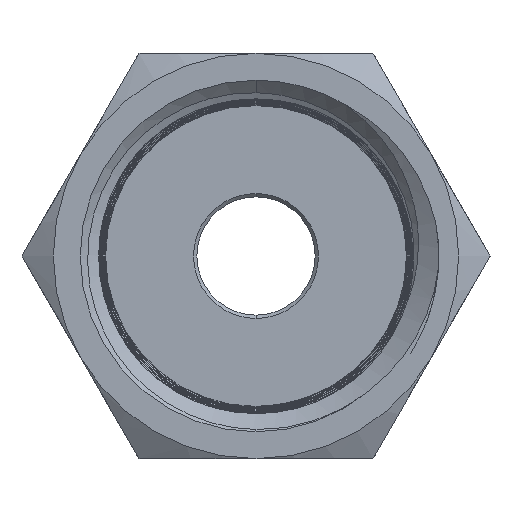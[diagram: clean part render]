
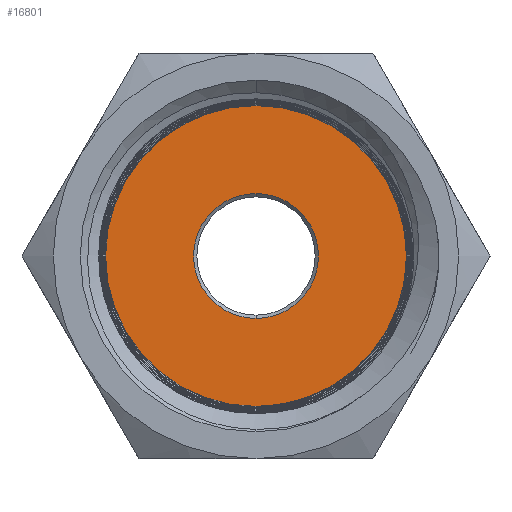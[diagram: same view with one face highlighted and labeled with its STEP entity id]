
A CAD part, front view. The second image highlights one B-rep face of the part: STEP entity #16801.
In plain terms, the highlighted planar face has unit normal (0, -1, 0).
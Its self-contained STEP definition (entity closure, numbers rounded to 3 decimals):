
#945 = CIRCLE ( 'NONE', #21653, 8.907 ) ;
#1019 = DIRECTION ( 'NONE',  ( 0., 0., 1. ) ) ;
#1387 = CARTESIAN_POINT ( 'NONE',  ( 0., -7.1, 8.907 ) ) ;
#1654 = CIRCLE ( 'NONE', #23207, 3.7 ) ;
#2217 = CIRCLE ( 'NONE', #10754, 3.7 ) ;
#4210 = DIRECTION ( 'NONE',  ( 0., -1., 0. ) ) ;
#5189 = FACE_BOUND ( 'NONE', #21333, .T. ) ;
#5219 = CARTESIAN_POINT ( 'NONE',  ( 0., -7.1, 3.7 ) ) ;
#7287 = DIRECTION ( 'NONE',  ( 0., -1., 0. ) ) ;
#7532 = ORIENTED_EDGE ( 'NONE', *, *, #13675, .T. ) ;
#7660 = PLANE ( 'NONE',  #12546 ) ;
#9748 = CARTESIAN_POINT ( 'NONE',  ( 0., -7.1, -8.907 ) ) ;
#9880 = ORIENTED_EDGE ( 'NONE', *, *, #11812, .T. ) ;
#10020 = DIRECTION ( 'NONE',  ( 0., 1., 0. ) ) ;
#10754 = AXIS2_PLACEMENT_3D ( 'NONE', #23794, #10020, #26104 ) ;
#11122 = CIRCLE ( 'NONE', #25759, 8.907 ) ;
#11744 = EDGE_CURVE ( 'NONE', #27288, #19127, #945, .T. ) ;
#11812 = EDGE_CURVE ( 'NONE', #22183, #19154, #1654, .T. ) ;
#11980 = DIRECTION ( 'NONE',  ( 0., 1., 0. ) ) ;
#12546 = AXIS2_PLACEMENT_3D ( 'NONE', #28401, #14637, #1019 ) ;
#13675 = EDGE_CURVE ( 'NONE', #19127, #27288, #11122, .T. ) ;
#13676 = ORIENTED_EDGE ( 'NONE', *, *, #11744, .T. ) ;
#14029 = EDGE_CURVE ( 'NONE', #19154, #22183, #2217, .T. ) ;
#14445 = CARTESIAN_POINT ( 'NONE',  ( 0., -7.1, -3.7 ) ) ;
#14637 = DIRECTION ( 'NONE',  ( 0., 1., 0. ) ) ;
#15476 = EDGE_LOOP ( 'NONE', ( #7532, #13676 ) ) ;
#16801 = ADVANCED_FACE ( 'NONE', ( #5189, #22005 ), #7660, .F. ) ;
#17874 = CARTESIAN_POINT ( 'NONE',  ( 0., -7.1, 0. ) ) ;
#19127 = VERTEX_POINT ( 'NONE', #9748 ) ;
#19154 = VERTEX_POINT ( 'NONE', #14445 ) ;
#19210 = ORIENTED_EDGE ( 'NONE', *, *, #14029, .T. ) ;
#20185 = DIRECTION ( 'NONE',  ( 0., 0., -1. ) ) ;
#21022 = CARTESIAN_POINT ( 'NONE',  ( 0., -7.1, 0. ) ) ;
#21333 = EDGE_LOOP ( 'NONE', ( #19210, #9880 ) ) ;
#21653 = AXIS2_PLACEMENT_3D ( 'NONE', #21022, #7287, #23337 ) ;
#22005 = FACE_OUTER_BOUND ( 'NONE', #15476, .T. ) ;
#22183 = VERTEX_POINT ( 'NONE', #5219 ) ;
#23207 = AXIS2_PLACEMENT_3D ( 'NONE', #25742, #11980, #28024 ) ;
#23337 = DIRECTION ( 'NONE',  ( 0., 0., -1. ) ) ;
#23794 = CARTESIAN_POINT ( 'NONE',  ( 0., -7.1, 0. ) ) ;
#25742 = CARTESIAN_POINT ( 'NONE',  ( 0., -7.1, 0. ) ) ;
#25759 = AXIS2_PLACEMENT_3D ( 'NONE', #17874, #4210, #20185 ) ;
#26104 = DIRECTION ( 'NONE',  ( 0., 0., 1. ) ) ;
#27288 = VERTEX_POINT ( 'NONE', #1387 ) ;
#28024 = DIRECTION ( 'NONE',  ( 0., 0., 1. ) ) ;
#28401 = CARTESIAN_POINT ( 'NONE',  ( 0., -7.1, 0. ) ) ;
